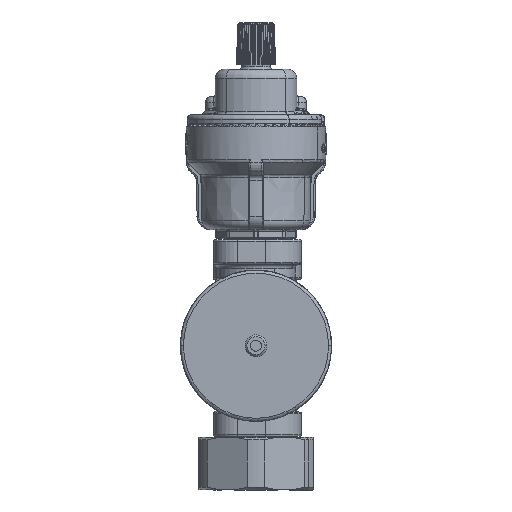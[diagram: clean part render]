
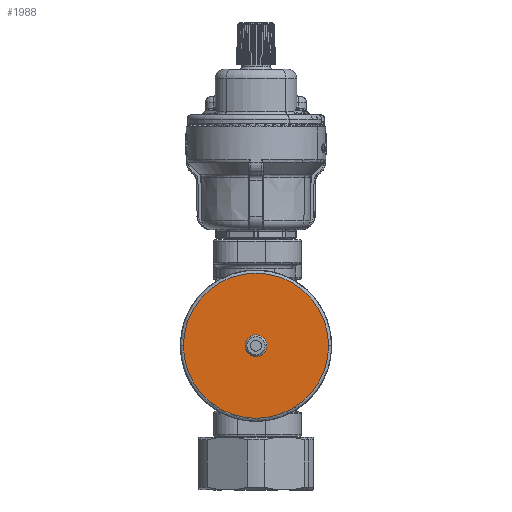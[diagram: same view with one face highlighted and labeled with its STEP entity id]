
A CAD part, front view. The second image highlights one B-rep face of the part: STEP entity #1988.
In plain terms, the highlighted planar face has unit normal (0, -1, 0).
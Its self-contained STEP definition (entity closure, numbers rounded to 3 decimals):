
#1799=CARTESIAN_POINT('Vertex',(-1.726,-94.5,3.159)) ;
#1815=CARTESIAN_POINT('Vertex',(1.726,-94.5,-3.159)) ;
#1818=CARTESIAN_POINT('Axis2P3D Location',(0.,-94.5,0.)) ;
#1843=CARTESIAN_POINT('Axis2P3D Location',(0.,-94.5,0.)) ;
#1961=CARTESIAN_POINT('Axis2P3D Location',(0.,-94.5,0.)) ;
#1966=CARTESIAN_POINT('Axis2P3D Location',(0.,-94.5,0.)) ;
#1970=CARTESIAN_POINT('Vertex',(-24.,-94.5,0.)) ;
#1972=CARTESIAN_POINT('Vertex',(24.,-94.5,0.)) ;
#1975=CARTESIAN_POINT('Axis2P3D Location',(0.,-94.5,0.)) ;
#1819=DIRECTION('Axis2P3D Direction',(0.,-1.,0.)) ;
#1844=DIRECTION('Axis2P3D Direction',(0.,-1.,0.)) ;
#1962=DIRECTION('Axis2P3D Direction',(0.,-1.,0.)) ;
#1963=DIRECTION('Axis2P3D XDirection',(1.,0.,0.)) ;
#1967=DIRECTION('Axis2P3D Direction',(0.,-1.,0.)) ;
#1976=DIRECTION('Axis2P3D Direction',(0.,-1.,0.)) ;
#1820=AXIS2_PLACEMENT_3D('Circle Axis2P3D',#1818,#1819,$) ;
#1845=AXIS2_PLACEMENT_3D('Circle Axis2P3D',#1843,#1844,$) ;
#1964=AXIS2_PLACEMENT_3D('Plane Axis2P3D',#1961,#1962,#1963) ;
#1968=AXIS2_PLACEMENT_3D('Circle Axis2P3D',#1966,#1967,$) ;
#1977=AXIS2_PLACEMENT_3D('Circle Axis2P3D',#1975,#1976,$) ;
#1821=CIRCLE('generated circle',#1820,3.6) ;
#1846=CIRCLE('generated circle',#1845,3.6) ;
#1969=CIRCLE('generated circle',#1968,24.) ;
#1978=CIRCLE('generated circle',#1977,24.) ;
#1965=PLANE('',#1964) ;
#1987=FACE_BOUND('',#1984,.T.) ;
#1822=EDGE_CURVE('',#1816,#1800,#1821,.T.) ;
#1847=EDGE_CURVE('',#1800,#1816,#1846,.T.) ;
#1974=EDGE_CURVE('',#1971,#1973,#1969,.T.) ;
#1979=EDGE_CURVE('',#1973,#1971,#1978,.T.) ;
#1981=ORIENTED_EDGE('',*,*,#1974,.T.) ;
#1982=ORIENTED_EDGE('',*,*,#1979,.T.) ;
#1985=ORIENTED_EDGE('',*,*,#1822,.F.) ;
#1986=ORIENTED_EDGE('',*,*,#1847,.F.) ;
#1980=EDGE_LOOP('',(#1981,#1982)) ;
#1984=EDGE_LOOP('',(#1985,#1986)) ;
#1800=VERTEX_POINT('',#1799) ;
#1816=VERTEX_POINT('',#1815) ;
#1971=VERTEX_POINT('',#1970) ;
#1973=VERTEX_POINT('',#1972) ;
#1988=ADVANCED_FACE('PartBody',(#1983,#1987),#1965,.T.) ;
#1983=FACE_OUTER_BOUND('',#1980,.T.) ;
